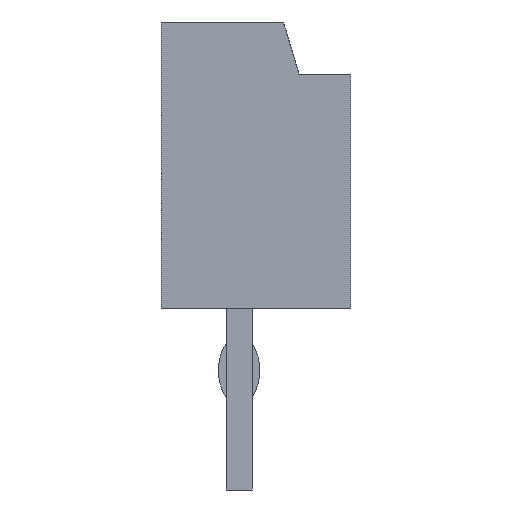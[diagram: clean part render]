
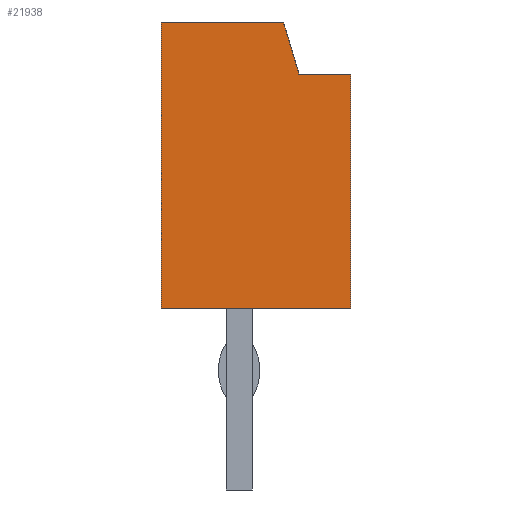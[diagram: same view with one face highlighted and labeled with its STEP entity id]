
A CAD part, left-side view. The second image highlights one B-rep face of the part: STEP entity #21938.
In plain terms, the highlighted planar face has unit normal (-1, 0, 0).
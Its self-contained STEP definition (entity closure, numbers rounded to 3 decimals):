
#32 = PLANE('',#33);
#33 = AXIS2_PLACEMENT_3D('',#34,#35,#36);
#34 = CARTESIAN_POINT('',(13.,1.5,2.75));
#35 = DIRECTION('',(0.,-1.,0.));
#36 = DIRECTION('',(1.,0.,0.));
#1569 = VERTEX_POINT('',#1570);
#1570 = CARTESIAN_POINT('',(-2.,1.5,5.5));
#1584 = PLANE('',#1585);
#1585 = AXIS2_PLACEMENT_3D('',#1586,#1587,#1588);
#1586 = CARTESIAN_POINT('',(28.,1.5,5.5));
#1587 = DIRECTION('',(0.,0.,1.));
#1588 = DIRECTION('',(-1.,0.,0.));
#1596 = EDGE_CURVE('',#1569,#1597,#1599,.T.);
#1597 = VERTEX_POINT('',#1598);
#1598 = CARTESIAN_POINT('',(-2.,1.5,0.));
#1599 = SURFACE_CURVE('',#1600,(#1604,#1611),.PCURVE_S1.);
#1600 = LINE('',#1601,#1602);
#1601 = CARTESIAN_POINT('',(-2.,1.5,5.5));
#1602 = VECTOR('',#1603,1.);
#1603 = DIRECTION('',(0.,0.,-1.));
#1604 = PCURVE('',#32,#1605);
#1605 = DEFINITIONAL_REPRESENTATION('',(#1606),#1610);
#1606 = LINE('',#1607,#1608);
#1607 = CARTESIAN_POINT('',(-15.,2.75));
#1608 = VECTOR('',#1609,1.);
#1609 = DIRECTION('',(0.,-1.));
#1610 = ( GEOMETRIC_REPRESENTATION_CONTEXT(2) 
PARAMETRIC_REPRESENTATION_CONTEXT() REPRESENTATION_CONTEXT('2D SPACE',''
  ) );
#1611 = PCURVE('',#1612,#1617);
#1612 = PLANE('',#1613);
#1613 = AXIS2_PLACEMENT_3D('',#1614,#1615,#1616);
#1614 = CARTESIAN_POINT('',(-2.,1.5,5.5));
#1615 = DIRECTION('',(-1.,0.,0.));
#1616 = DIRECTION('',(0.,0.,-1.));
#1617 = DEFINITIONAL_REPRESENTATION('',(#1618),#1622);
#1618 = LINE('',#1619,#1620);
#1619 = CARTESIAN_POINT('',(0.,0.));
#1620 = VECTOR('',#1621,1.);
#1621 = DIRECTION('',(1.,0.));
#1622 = ( GEOMETRIC_REPRESENTATION_CONTEXT(2) 
PARAMETRIC_REPRESENTATION_CONTEXT() REPRESENTATION_CONTEXT('2D SPACE',''
  ) );
#1640 = PLANE('',#1641);
#1641 = AXIS2_PLACEMENT_3D('',#1642,#1643,#1644);
#1642 = CARTESIAN_POINT('',(-2.,1.5,0.));
#1643 = DIRECTION('',(0.,0.,-1.));
#1644 = DIRECTION('',(1.,0.,0.));
#2011 = PLANE('',#2012);
#2012 = AXIS2_PLACEMENT_3D('',#2013,#2014,#2015);
#2013 = CARTESIAN_POINT('',(13.,-2.15,2.75));
#2014 = DIRECTION('',(0.,-1.,0.));
#2015 = DIRECTION('',(1.,0.,0.));
#4687 = PLANE('',#4688);
#4688 = AXIS2_PLACEMENT_3D('',#4689,#4690,#4691);
#4689 = CARTESIAN_POINT('',(28.,-2.15,4.5));
#4690 = DIRECTION('',(0.,0.,-1.));
#4691 = DIRECTION('',(0.,1.,0.));
#4715 = PLANE('',#4716);
#4716 = AXIS2_PLACEMENT_3D('',#4717,#4718,#4719);
#4717 = CARTESIAN_POINT('',(28.,-1.15,4.5));
#4718 = DIRECTION('',(0.,0.958,-0.287));
#4719 = DIRECTION('',(0.,0.287,0.958));
#4886 = VERTEX_POINT('',#4887);
#4887 = CARTESIAN_POINT('',(-2.,-0.85,5.5));
#4908 = EDGE_CURVE('',#1569,#4886,#4909,.T.);
#4909 = SURFACE_CURVE('',#4910,(#4914,#4921),.PCURVE_S1.);
#4910 = LINE('',#4911,#4912);
#4911 = CARTESIAN_POINT('',(-2.,1.5,5.5));
#4912 = VECTOR('',#4913,1.);
#4913 = DIRECTION('',(0.,-1.,0.));
#4914 = PCURVE('',#1584,#4915);
#4915 = DEFINITIONAL_REPRESENTATION('',(#4916),#4920);
#4916 = LINE('',#4917,#4918);
#4917 = CARTESIAN_POINT('',(30.,0.));
#4918 = VECTOR('',#4919,1.);
#4919 = DIRECTION('',(0.,1.));
#4920 = ( GEOMETRIC_REPRESENTATION_CONTEXT(2) 
PARAMETRIC_REPRESENTATION_CONTEXT() REPRESENTATION_CONTEXT('2D SPACE',''
  ) );
#4921 = PCURVE('',#1612,#4922);
#4922 = DEFINITIONAL_REPRESENTATION('',(#4923),#4927);
#4923 = LINE('',#4924,#4925);
#4924 = CARTESIAN_POINT('',(0.,0.));
#4925 = VECTOR('',#4926,1.);
#4926 = DIRECTION('',(0.,1.));
#4927 = ( GEOMETRIC_REPRESENTATION_CONTEXT(2) 
PARAMETRIC_REPRESENTATION_CONTEXT() REPRESENTATION_CONTEXT('2D SPACE',''
  ) );
#5441 = VERTEX_POINT('',#5442);
#5442 = CARTESIAN_POINT('',(-2.,-1.15,4.5));
#5463 = EDGE_CURVE('',#5441,#4886,#5464,.T.);
#5464 = SURFACE_CURVE('',#5465,(#5469,#5476),.PCURVE_S1.);
#5465 = LINE('',#5466,#5467);
#5466 = CARTESIAN_POINT('',(-2.,-1.15,4.5));
#5467 = VECTOR('',#5468,1.);
#5468 = DIRECTION('',(0.,0.287,0.958));
#5469 = PCURVE('',#4715,#5470);
#5470 = DEFINITIONAL_REPRESENTATION('',(#5471),#5475);
#5471 = LINE('',#5472,#5473);
#5472 = CARTESIAN_POINT('',(0.,-30.));
#5473 = VECTOR('',#5474,1.);
#5474 = DIRECTION('',(1.,0.));
#5475 = ( GEOMETRIC_REPRESENTATION_CONTEXT(2) 
PARAMETRIC_REPRESENTATION_CONTEXT() REPRESENTATION_CONTEXT('2D SPACE',''
  ) );
#5476 = PCURVE('',#1612,#5477);
#5477 = DEFINITIONAL_REPRESENTATION('',(#5478),#5482);
#5478 = LINE('',#5479,#5480);
#5479 = CARTESIAN_POINT('',(1.,2.65));
#5480 = VECTOR('',#5481,1.);
#5481 = DIRECTION('',(-0.958,-0.287));
#5482 = ( GEOMETRIC_REPRESENTATION_CONTEXT(2) 
PARAMETRIC_REPRESENTATION_CONTEXT() REPRESENTATION_CONTEXT('2D SPACE',''
  ) );
#5588 = VERTEX_POINT('',#5589);
#5589 = CARTESIAN_POINT('',(-2.,-2.15,4.5));
#5610 = EDGE_CURVE('',#5588,#5441,#5611,.T.);
#5611 = SURFACE_CURVE('',#5612,(#5616,#5623),.PCURVE_S1.);
#5612 = LINE('',#5613,#5614);
#5613 = CARTESIAN_POINT('',(-2.,-2.15,4.5));
#5614 = VECTOR('',#5615,1.);
#5615 = DIRECTION('',(0.,1.,0.));
#5616 = PCURVE('',#4687,#5617);
#5617 = DEFINITIONAL_REPRESENTATION('',(#5618),#5622);
#5618 = LINE('',#5619,#5620);
#5619 = CARTESIAN_POINT('',(0.,-30.));
#5620 = VECTOR('',#5621,1.);
#5621 = DIRECTION('',(1.,0.));
#5622 = ( GEOMETRIC_REPRESENTATION_CONTEXT(2) 
PARAMETRIC_REPRESENTATION_CONTEXT() REPRESENTATION_CONTEXT('2D SPACE',''
  ) );
#5623 = PCURVE('',#1612,#5624);
#5624 = DEFINITIONAL_REPRESENTATION('',(#5625),#5629);
#5625 = LINE('',#5626,#5627);
#5626 = CARTESIAN_POINT('',(1.,3.65));
#5627 = VECTOR('',#5628,1.);
#5628 = DIRECTION('',(0.,-1.));
#5629 = ( GEOMETRIC_REPRESENTATION_CONTEXT(2) 
PARAMETRIC_REPRESENTATION_CONTEXT() REPRESENTATION_CONTEXT('2D SPACE',''
  ) );
#5784 = VERTEX_POINT('',#5785);
#5785 = CARTESIAN_POINT('',(-2.,-2.15,0.));
#5806 = EDGE_CURVE('',#5588,#5784,#5807,.T.);
#5807 = SURFACE_CURVE('',#5808,(#5812,#5819),.PCURVE_S1.);
#5808 = LINE('',#5809,#5810);
#5809 = CARTESIAN_POINT('',(-2.,-2.15,4.5));
#5810 = VECTOR('',#5811,1.);
#5811 = DIRECTION('',(0.,0.,-1.));
#5812 = PCURVE('',#2011,#5813);
#5813 = DEFINITIONAL_REPRESENTATION('',(#5814),#5818);
#5814 = LINE('',#5815,#5816);
#5815 = CARTESIAN_POINT('',(-15.,1.75));
#5816 = VECTOR('',#5817,1.);
#5817 = DIRECTION('',(0.,-1.));
#5818 = ( GEOMETRIC_REPRESENTATION_CONTEXT(2) 
PARAMETRIC_REPRESENTATION_CONTEXT() REPRESENTATION_CONTEXT('2D SPACE',''
  ) );
#5819 = PCURVE('',#1612,#5820);
#5820 = DEFINITIONAL_REPRESENTATION('',(#5821),#5825);
#5821 = LINE('',#5822,#5823);
#5822 = CARTESIAN_POINT('',(1.,3.65));
#5823 = VECTOR('',#5824,1.);
#5824 = DIRECTION('',(1.,0.));
#5825 = ( GEOMETRIC_REPRESENTATION_CONTEXT(2) 
PARAMETRIC_REPRESENTATION_CONTEXT() REPRESENTATION_CONTEXT('2D SPACE',''
  ) );
#8234 = EDGE_CURVE('',#1597,#5784,#8235,.T.);
#8235 = SURFACE_CURVE('',#8236,(#8240,#8247),.PCURVE_S1.);
#8236 = LINE('',#8237,#8238);
#8237 = CARTESIAN_POINT('',(-2.,1.5,0.));
#8238 = VECTOR('',#8239,1.);
#8239 = DIRECTION('',(0.,-1.,0.));
#8240 = PCURVE('',#1640,#8241);
#8241 = DEFINITIONAL_REPRESENTATION('',(#8242),#8246);
#8242 = LINE('',#8243,#8244);
#8243 = CARTESIAN_POINT('',(0.,0.));
#8244 = VECTOR('',#8245,1.);
#8245 = DIRECTION('',(0.,1.));
#8246 = ( GEOMETRIC_REPRESENTATION_CONTEXT(2) 
PARAMETRIC_REPRESENTATION_CONTEXT() REPRESENTATION_CONTEXT('2D SPACE',''
  ) );
#8247 = PCURVE('',#1612,#8248);
#8248 = DEFINITIONAL_REPRESENTATION('',(#8249),#8253);
#8249 = LINE('',#8250,#8251);
#8250 = CARTESIAN_POINT('',(5.5,0.));
#8251 = VECTOR('',#8252,1.);
#8252 = DIRECTION('',(0.,1.));
#8253 = ( GEOMETRIC_REPRESENTATION_CONTEXT(2) 
PARAMETRIC_REPRESENTATION_CONTEXT() REPRESENTATION_CONTEXT('2D SPACE',''
  ) );
#21938 = ADVANCED_FACE('',(#21939),#1612,.T.);
#21939 = FACE_BOUND('',#21940,.F.);
#21940 = EDGE_LOOP('',(#21941,#21942,#21943,#21944,#21945,#21946));
#21941 = ORIENTED_EDGE('',*,*,#5610,.F.);
#21942 = ORIENTED_EDGE('',*,*,#5806,.T.);
#21943 = ORIENTED_EDGE('',*,*,#8234,.F.);
#21944 = ORIENTED_EDGE('',*,*,#1596,.F.);
#21945 = ORIENTED_EDGE('',*,*,#4908,.T.);
#21946 = ORIENTED_EDGE('',*,*,#5463,.F.);
